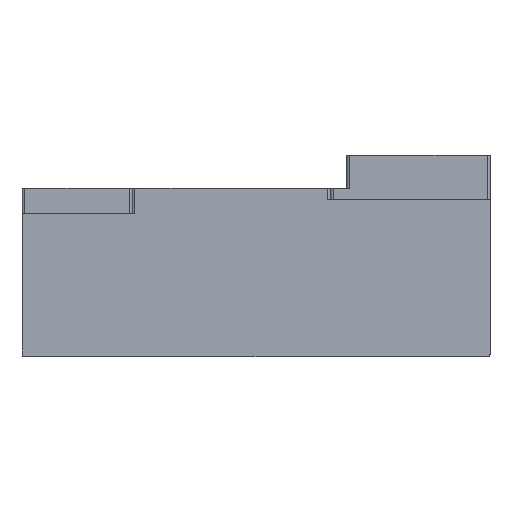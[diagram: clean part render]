
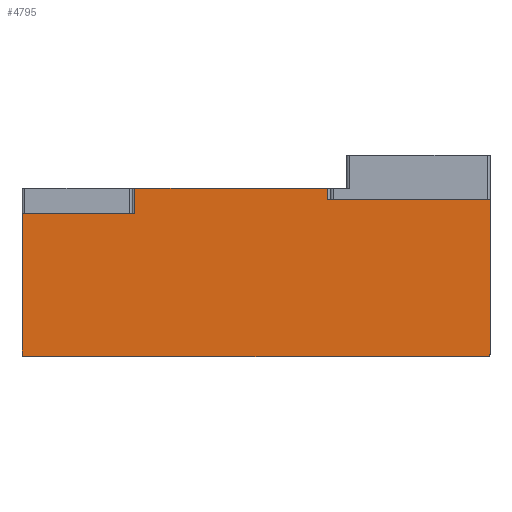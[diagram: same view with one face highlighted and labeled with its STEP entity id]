
A CAD part, left-side view. The second image highlights one B-rep face of the part: STEP entity #4795.
In plain terms, the highlighted planar face has unit normal (-1, 0, 0).
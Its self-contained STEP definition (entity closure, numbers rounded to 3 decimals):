
#56 = CARTESIAN_POINT ( 'NONE',  ( -22., 66., 20.603 ) ) ;
#114 = VERTEX_POINT ( 'NONE', #6658 ) ;
#171 = VERTEX_POINT ( 'NONE', #2844 ) ;
#199 = DIRECTION ( 'NONE',  ( 0., -1., 0. ) ) ;
#420 = VERTEX_POINT ( 'NONE', #1864 ) ;
#764 = VECTOR ( 'NONE', #4734, 1000. ) ;
#778 = DIRECTION ( 'NONE',  ( 0., 0., 1. ) ) ;
#1143 = EDGE_CURVE ( 'NONE', #7078, #171, #2457, .T. ) ;
#1189 = EDGE_CURVE ( 'NONE', #3499, #114, #3955, .T. ) ;
#1278 = ORIENTED_EDGE ( 'NONE', *, *, #2338, .T. ) ;
#1464 = FACE_OUTER_BOUND ( 'NONE', #6134, .T. ) ;
#1756 = ORIENTED_EDGE ( 'NONE', *, *, #6532, .F. ) ;
#1760 = EDGE_CURVE ( 'NONE', #3939, #7078, #3160, .T. ) ;
#1864 = CARTESIAN_POINT ( 'NONE',  ( -22., 45.5, 20.603 ) ) ;
#1877 = CARTESIAN_POINT ( 'NONE',  ( -22., 10.5, 20.603 ) ) ;
#1892 = CARTESIAN_POINT ( 'NONE',  ( -22., -19., 18.603 ) ) ;
#1937 = EDGE_CURVE ( 'NONE', #5562, #3769, #5447, .T. ) ;
#1948 = LINE ( 'NONE', #2925, #6248 ) ;
#2035 = DIRECTION ( 'NONE',  ( 0., -1., 0. ) ) ;
#2076 = ORIENTED_EDGE ( 'NONE', *, *, #5559, .T. ) ;
#2097 = CARTESIAN_POINT ( 'NONE',  ( -22., 45.5, 16.003 ) ) ;
#2277 = DIRECTION ( 'NONE',  ( 0., -1., 0. ) ) ;
#2338 = EDGE_CURVE ( 'NONE', #4049, #3499, #2838, .T. ) ;
#2390 = DIRECTION ( 'NONE',  ( 0., 0., -1. ) ) ;
#2416 = LINE ( 'NONE', #56, #3992 ) ;
#2428 = VECTOR ( 'NONE', #2390, 1000. ) ;
#2457 = LINE ( 'NONE', #1877, #4215 ) ;
#2581 = ORIENTED_EDGE ( 'NONE', *, *, #5547, .T. ) ;
#2625 = ORIENTED_EDGE ( 'NONE', *, *, #1143, .T. ) ;
#2674 = CARTESIAN_POINT ( 'NONE',  ( -22., 66., 16.003 ) ) ;
#2838 = LINE ( 'NONE', #2955, #6357 ) ;
#2844 = CARTESIAN_POINT ( 'NONE',  ( -22., 10.5, 20.603 ) ) ;
#2871 = CIRCLE ( 'NONE', #5566, 0.5 ) ;
#2925 = CARTESIAN_POINT ( 'NONE',  ( -22., -19., -10. ) ) ;
#2934 = CARTESIAN_POINT ( 'NONE',  ( -22., 66., -9.5 ) ) ;
#2955 = CARTESIAN_POINT ( 'NONE',  ( -22., 66., -10. ) ) ;
#3160 = LINE ( 'NONE', #1892, #764 ) ;
#3499 = VERTEX_POINT ( 'NONE', #3866 ) ;
#3515 = CARTESIAN_POINT ( 'NONE',  ( -22., 66., 16.003 ) ) ;
#3536 = DIRECTION ( 'NONE',  ( 0., -1., 0. ) ) ;
#3555 = EDGE_CURVE ( 'NONE', #114, #3939, #1948, .T. ) ;
#3749 = ORIENTED_EDGE ( 'NONE', *, *, #1937, .F. ) ;
#3769 = VERTEX_POINT ( 'NONE', #2097 ) ;
#3772 = VECTOR ( 'NONE', #2035, 1000. ) ;
#3853 = VECTOR ( 'NONE', #7113, 1000. ) ;
#3866 = CARTESIAN_POINT ( 'NONE',  ( -22., -18.5, -10. ) ) ;
#3939 = VERTEX_POINT ( 'NONE', #5486 ) ;
#3955 = CIRCLE ( 'NONE', #6388, 0.5 ) ;
#3992 = VECTOR ( 'NONE', #2277, 1000. ) ;
#4033 = CARTESIAN_POINT ( 'NONE',  ( -22., 65.5, -9.5 ) ) ;
#4049 = VERTEX_POINT ( 'NONE', #7313 ) ;
#4057 = DIRECTION ( 'NONE',  ( -1., 0., 0. ) ) ;
#4177 = DIRECTION ( 'NONE',  ( 0., -1., 0. ) ) ;
#4215 = VECTOR ( 'NONE', #778, 1000. ) ;
#4590 = ORIENTED_EDGE ( 'NONE', *, *, #1189, .T. ) ;
#4618 = EDGE_CURVE ( 'NONE', #5058, #5562, #5879, .T. ) ;
#4673 = DIRECTION ( 'NONE',  ( 0., -1., 0. ) ) ;
#4734 = DIRECTION ( 'NONE',  ( 0., 1., 0. ) ) ;
#4795 = ADVANCED_FACE ( 'NONE', ( #1464 ), #6447, .T. ) ;
#4872 = ORIENTED_EDGE ( 'NONE', *, *, #1760, .T. ) ;
#4937 = ORIENTED_EDGE ( 'NONE', *, *, #4618, .F. ) ;
#5058 = VERTEX_POINT ( 'NONE', #2934 ) ;
#5213 = DIRECTION ( 'NONE',  ( -1., 0., 0. ) ) ;
#5420 = CARTESIAN_POINT ( 'NONE',  ( -22., 66., -10. ) ) ;
#5447 = LINE ( 'NONE', #2674, #3772 ) ;
#5486 = CARTESIAN_POINT ( 'NONE',  ( -22., -19., 18.603 ) ) ;
#5547 = EDGE_CURVE ( 'NONE', #420, #3769, #6569, .T. ) ;
#5559 = EDGE_CURVE ( 'NONE', #5058, #4049, #2871, .T. ) ;
#5562 = VERTEX_POINT ( 'NONE', #3515 ) ;
#5566 = AXIS2_PLACEMENT_3D ( 'NONE', #4033, #4057, #199 ) ;
#5879 = LINE ( 'NONE', #5420, #3853 ) ;
#6134 = EDGE_LOOP ( 'NONE', ( #1278, #4590, #6753, #4872, #2625, #1756, #2581, #3749, #4937, #2076 ) ) ;
#6248 = VECTOR ( 'NONE', #6348, 1000. ) ;
#6336 = CARTESIAN_POINT ( 'NONE',  ( -22., 10.5, 18.603 ) ) ;
#6348 = DIRECTION ( 'NONE',  ( 0., 0., 1. ) ) ;
#6357 = VECTOR ( 'NONE', #4673, 1000. ) ;
#6388 = AXIS2_PLACEMENT_3D ( 'NONE', #6907, #5213, #3536 ) ;
#6395 = DIRECTION ( 'NONE',  ( -1., 0., 0. ) ) ;
#6447 = PLANE ( 'NONE',  #6605 ) ;
#6532 = EDGE_CURVE ( 'NONE', #420, #171, #2416, .T. ) ;
#6569 = LINE ( 'NONE', #6887, #2428 ) ;
#6605 = AXIS2_PLACEMENT_3D ( 'NONE', #6982, #6395, #4177 ) ;
#6658 = CARTESIAN_POINT ( 'NONE',  ( -22., -19., -9.5 ) ) ;
#6753 = ORIENTED_EDGE ( 'NONE', *, *, #3555, .T. ) ;
#6887 = CARTESIAN_POINT ( 'NONE',  ( -22., 45.5, 16.003 ) ) ;
#6907 = CARTESIAN_POINT ( 'NONE',  ( -22., -18.5, -9.5 ) ) ;
#6982 = CARTESIAN_POINT ( 'NONE',  ( -22., 66., -10. ) ) ;
#7078 = VERTEX_POINT ( 'NONE', #6336 ) ;
#7113 = DIRECTION ( 'NONE',  ( 0., 0., 1. ) ) ;
#7313 = CARTESIAN_POINT ( 'NONE',  ( -22., 65.5, -10. ) ) ;
